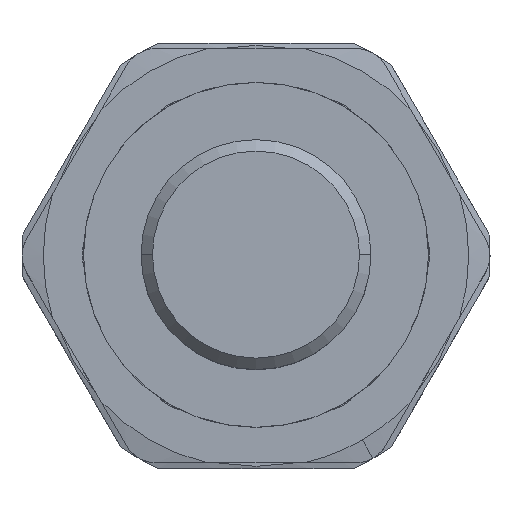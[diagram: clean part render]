
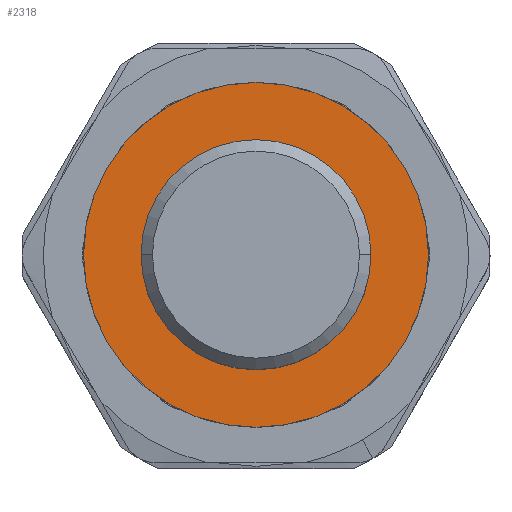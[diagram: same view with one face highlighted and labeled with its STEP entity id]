
A CAD part, top view. The second image highlights one B-rep face of the part: STEP entity #2318.
In plain terms, the highlighted planar face has unit normal (0, 0, 1).
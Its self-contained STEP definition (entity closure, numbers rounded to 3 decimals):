
#37 = DIRECTION ( 'NONE',  ( 0., 0., -1. ) ) ;
#86 = FACE_OUTER_BOUND ( 'NONE', #3630, .T. ) ;
#149 = EDGE_LOOP ( 'NONE', ( #162, #2236 ) ) ;
#162 = ORIENTED_EDGE ( 'NONE', *, *, #1081, .T. ) ;
#172 = DIRECTION ( 'NONE',  ( 0., 0., 1. ) ) ;
#343 = VERTEX_POINT ( 'NONE', #1736 ) ;
#358 = EDGE_CURVE ( 'NONE', #2688, #343, #2348, .T. ) ;
#362 = VERTEX_POINT ( 'NONE', #3371 ) ;
#439 = EDGE_CURVE ( 'NONE', #1184, #362, #3685, .T. ) ;
#742 = DIRECTION ( 'NONE',  ( 1., 0., 0. ) ) ;
#769 = AXIS2_PLACEMENT_3D ( 'NONE', #3380, #3666, #742 ) ;
#883 = AXIS2_PLACEMENT_3D ( 'NONE', #1625, #1943, #2214 ) ;
#912 = CARTESIAN_POINT ( 'NONE',  ( -10., 0., 12. ) ) ;
#1081 = EDGE_CURVE ( 'NONE', #362, #1184, #2782, .T. ) ;
#1184 = VERTEX_POINT ( 'NONE', #912 ) ;
#1327 = CIRCLE ( 'NONE', #2797, 15. ) ;
#1368 = FACE_BOUND ( 'NONE', #149, .T. ) ;
#1369 = ORIENTED_EDGE ( 'NONE', *, *, #2262, .T. ) ;
#1541 = AXIS2_PLACEMENT_3D ( 'NONE', #2343, #37, #2953 ) ;
#1625 = CARTESIAN_POINT ( 'NONE',  ( 0., 0., 12. ) ) ;
#1736 = CARTESIAN_POINT ( 'NONE',  ( 15., 0., 12. ) ) ;
#1821 = PLANE ( 'NONE',  #769 ) ;
#1943 = DIRECTION ( 'NONE',  ( 0., 0., -1. ) ) ;
#2168 = DIRECTION ( 'NONE',  ( 1., 0., 0. ) ) ;
#2214 = DIRECTION ( 'NONE',  ( 1., 0., 0. ) ) ;
#2225 = ORIENTED_EDGE ( 'NONE', *, *, #358, .T. ) ;
#2236 = ORIENTED_EDGE ( 'NONE', *, *, #439, .T. ) ;
#2262 = EDGE_CURVE ( 'NONE', #343, #2688, #1327, .T. ) ;
#2318 = ADVANCED_FACE ( 'NONE', ( #86, #1368 ), #1821, .T. ) ;
#2343 = CARTESIAN_POINT ( 'NONE',  ( 0., 0., 12. ) ) ;
#2348 = CIRCLE ( 'NONE', #2434, 15. ) ;
#2391 = CARTESIAN_POINT ( 'NONE',  ( 0., 0., 12. ) ) ;
#2434 = AXIS2_PLACEMENT_3D ( 'NONE', #3634, #172, #2780 ) ;
#2688 = VERTEX_POINT ( 'NONE', #3856 ) ;
#2780 = DIRECTION ( 'NONE',  ( 1., 0., 0. ) ) ;
#2782 = CIRCLE ( 'NONE', #1541, 10. ) ;
#2797 = AXIS2_PLACEMENT_3D ( 'NONE', #2391, #2995, #2168 ) ;
#2953 = DIRECTION ( 'NONE',  ( 1., 0., 0. ) ) ;
#2995 = DIRECTION ( 'NONE',  ( 0., 0., 1. ) ) ;
#3371 = CARTESIAN_POINT ( 'NONE',  ( 10., 0., 12. ) ) ;
#3380 = CARTESIAN_POINT ( 'NONE',  ( 0., 0., 12. ) ) ;
#3630 = EDGE_LOOP ( 'NONE', ( #2225, #1369 ) ) ;
#3634 = CARTESIAN_POINT ( 'NONE',  ( 0., 0., 12. ) ) ;
#3666 = DIRECTION ( 'NONE',  ( 0., 0., 1. ) ) ;
#3685 = CIRCLE ( 'NONE', #883, 10. ) ;
#3856 = CARTESIAN_POINT ( 'NONE',  ( -15., 0., 12. ) ) ;
